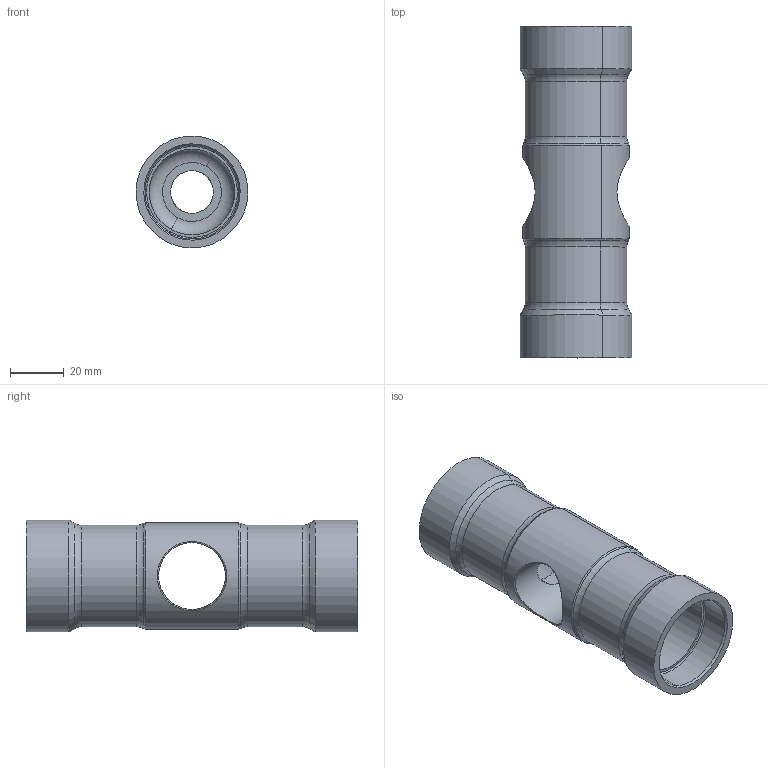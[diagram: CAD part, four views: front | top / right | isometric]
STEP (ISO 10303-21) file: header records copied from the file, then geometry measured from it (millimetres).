
FILE_DESCRIPTION(('CATIA V5 STEP Exchange'),'2;1');
FILE_NAME('EOLX1.1-D-110-004_A.stp','2020-01-30T21:56:33+00:00',('none'),('none'),'CATIA Version 5 Release 21 GA (IN-10)','CATIA V5 STEP AP203','none');
FILE_SCHEMA(('CONFIG_CONTROL_DESIGN'));
Length unit declared in the file: millimetre
Products named in the file (1): EOLX1.1-D-110-004_A
Bounding box: 41.79 x 124 x 41.79 mm (x, y, z)
Volume: 55416.6 mm3; surface area: 28726.4 mm2
Topology: 1 solids, 1 shells, 62 faces, 134 edges, 76 vertices
Faces by surface type: cylinder 24, torus 16, cone 12, plane 6, bspline 4
Entity records: 1974 total; most frequent: CARTESIAN_POINT 771, ORIENTED_EDGE 268, DIRECTION 168, EDGE_CURVE 134, AXIS2_PLACEMENT_3D 104, CIRCLE 76, VERTEX_POINT 76, EDGE_LOOP 70
